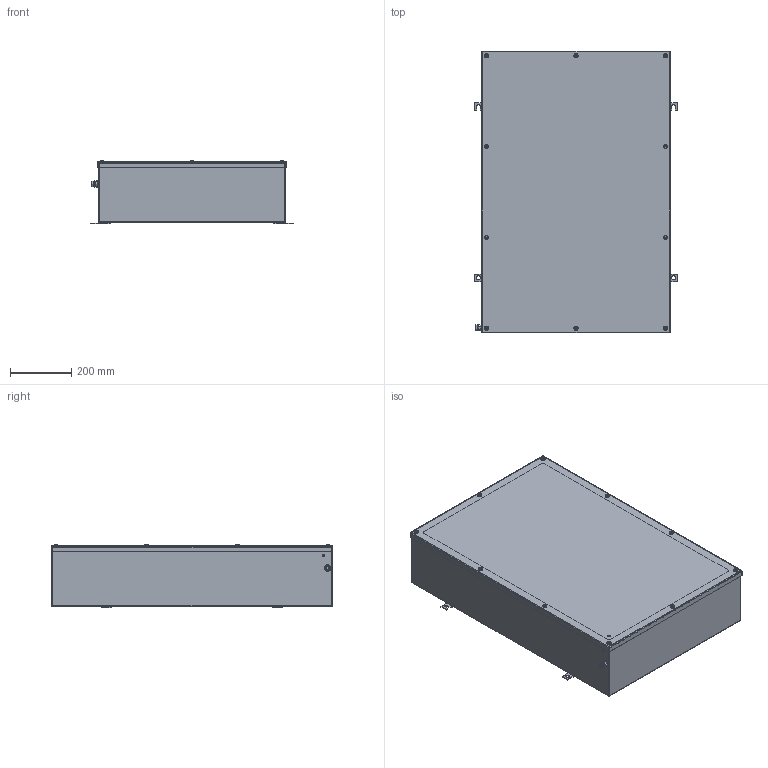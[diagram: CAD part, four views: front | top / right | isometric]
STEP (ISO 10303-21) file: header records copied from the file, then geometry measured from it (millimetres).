
FILE_DESCRIPTION(('CATIA V5 STEP Exchange','CAx-IF Rec.Pracs.--- Model Styling and Organization---1.4--- 2014-01-23'),'2;1');
FILE_NAME ('008704-4_2_1196650000_1196650000.stp','2019-09-25T10:06:09+00:00',('none'),('Weidmueller'),'CATIA Version 5-6 Release 2016 SP3 HF44','CATIA V5 STEP AP214','none');
FILE_SCHEMA(('AUTOMOTIVE_DESIGN { 1 0 10303 214 1 1 1 1 }'));
Length unit declared in the file: millimetre
Products named in the file (1): Product5_AllCATPart
Bounding box: 661 x 919 x 208.5 mm (x, y, z)
Volume: 3026180.2 mm3; surface area: 3891728.2 mm2
Topology: 65 solids, 65 shells, 1407 faces, 3274 edges, 2013 vertices
Faces by surface type: cylinder 544, plane 457, cone 326, torus 64, sphere 16
Entity records: 37781 total; most frequent: CARTESIAN_POINT 8075, ORIENTED_EDGE 6440, DIRECTION 4911, EDGE_CURVE 3220, AXIS2_PLACEMENT_3D 2442, VERTEX_POINT 2013, EDGE_LOOP 1577, VECTOR 1470
